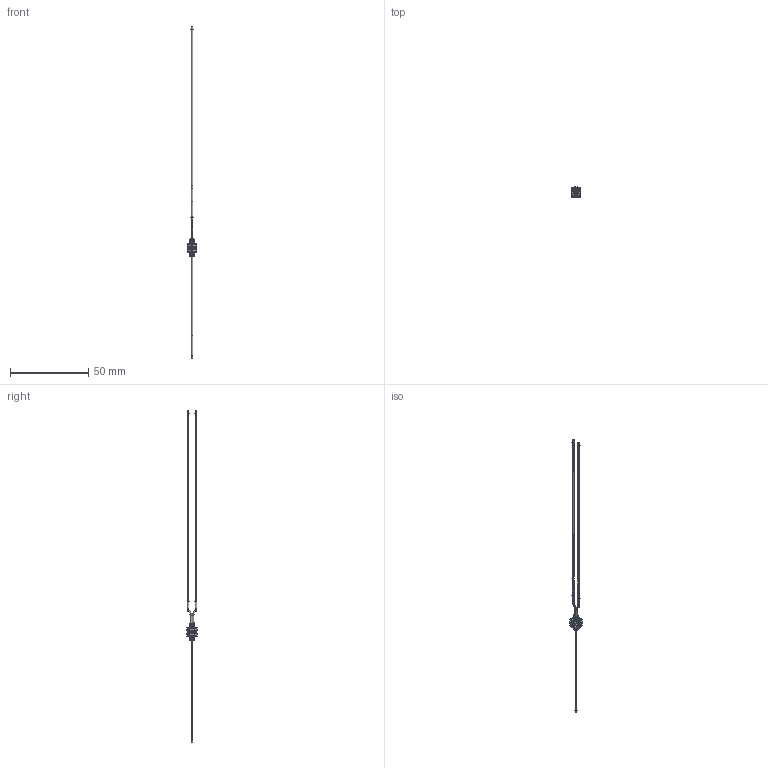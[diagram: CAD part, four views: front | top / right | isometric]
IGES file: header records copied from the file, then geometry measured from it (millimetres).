
Start section:  PTC IGES file: 192793.igs
Global section: file name: 192793.igs; native system: Creo Parametric by Parametric Technology Corporation; preprocessor: 2013230; author: pdmadmin; organization: Unknown; date: 20160209.163837; units: millimetre
Bounding box: 6.36 x 6.41 x 211.92 mm (x, y, z)
Volume: 344.6 mm3; surface area: 11237.5 mm2
Topology: 11 solids, 13 shells, 578 faces, 3008 edges, 3898 vertices
Faces by surface type: revolution 424, bspline 154
